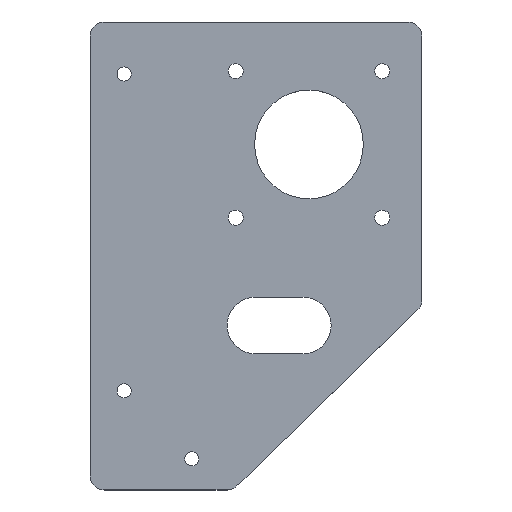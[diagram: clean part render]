
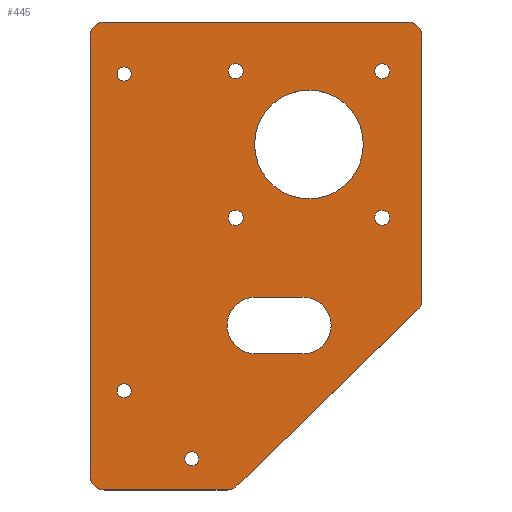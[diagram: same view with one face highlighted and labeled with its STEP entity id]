
A CAD part, top view. The second image highlights one B-rep face of the part: STEP entity #445.
In plain terms, the highlighted planar face has unit normal (0, 0, 1).
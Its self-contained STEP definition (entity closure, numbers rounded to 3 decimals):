
#15=FACE_BOUND('',#77,.T.);
#16=FACE_BOUND('',#78,.T.);
#17=FACE_BOUND('',#79,.T.);
#18=FACE_BOUND('',#80,.T.);
#19=FACE_BOUND('',#81,.T.);
#20=FACE_BOUND('',#82,.T.);
#21=FACE_BOUND('',#83,.T.);
#22=FACE_BOUND('',#84,.T.);
#23=FACE_BOUND('',#85,.T.);
#42=PLANE('',#473);
#52=FACE_OUTER_BOUND('',#76,.T.);
#76=EDGE_LOOP('',(#320,#321,#322,#323,#324,#325,#326,#327,#328,#329));
#77=EDGE_LOOP('',(#330));
#78=EDGE_LOOP('',(#331));
#79=EDGE_LOOP('',(#332));
#80=EDGE_LOOP('',(#333));
#81=EDGE_LOOP('',(#334));
#82=EDGE_LOOP('',(#335));
#83=EDGE_LOOP('',(#336));
#84=EDGE_LOOP('',(#337,#338,#339,#340));
#85=EDGE_LOOP('',(#341));
#126=LINE('',#673,#154);
#129=LINE('',#679,#157);
#130=LINE('',#683,#158);
#131=LINE('',#687,#159);
#132=LINE('',#691,#160);
#133=LINE('',#711,#161);
#134=LINE('',#714,#162);
#154=VECTOR('',#535,10.);
#157=VECTOR('',#540,10.);
#158=VECTOR('',#543,10.);
#159=VECTOR('',#546,10.);
#160=VECTOR('',#549,10.);
#161=VECTOR('',#568,10.);
#162=VECTOR('',#571,10.);
#180=CIRCLE('',#470,3.);
#182=CIRCLE('',#474,3.);
#183=CIRCLE('',#475,3.);
#184=CIRCLE('',#476,3.);
#185=CIRCLE('',#477,3.);
#186=CIRCLE('',#478,1.5);
#187=CIRCLE('',#479,1.5);
#188=CIRCLE('',#480,1.5);
#189=CIRCLE('',#481,1.6);
#190=CIRCLE('',#482,1.6);
#191=CIRCLE('',#483,1.6);
#192=CIRCLE('',#484,1.6);
#193=CIRCLE('',#485,6.);
#194=CIRCLE('',#486,6.);
#195=CIRCLE('',#487,11.5);
#210=VERTEX_POINT('',#663);
#211=VERTEX_POINT('',#664);
#214=VERTEX_POINT('',#672);
#216=VERTEX_POINT('',#678);
#217=VERTEX_POINT('',#680);
#218=VERTEX_POINT('',#682);
#219=VERTEX_POINT('',#684);
#220=VERTEX_POINT('',#686);
#221=VERTEX_POINT('',#688);
#222=VERTEX_POINT('',#690);
#223=VERTEX_POINT('',#693);
#224=VERTEX_POINT('',#695);
#225=VERTEX_POINT('',#697);
#226=VERTEX_POINT('',#699);
#227=VERTEX_POINT('',#701);
#228=VERTEX_POINT('',#703);
#229=VERTEX_POINT('',#705);
#230=VERTEX_POINT('',#707);
#231=VERTEX_POINT('',#708);
#232=VERTEX_POINT('',#710);
#233=VERTEX_POINT('',#712);
#234=VERTEX_POINT('',#715);
#254=EDGE_CURVE('',#210,#211,#180,.T.);
#258=EDGE_CURVE('',#214,#211,#126,.T.);
#261=EDGE_CURVE('',#210,#216,#129,.T.);
#262=EDGE_CURVE('',#217,#216,#182,.T.);
#263=EDGE_CURVE('',#217,#218,#130,.T.);
#264=EDGE_CURVE('',#219,#218,#183,.T.);
#265=EDGE_CURVE('',#219,#220,#131,.T.);
#266=EDGE_CURVE('',#221,#220,#184,.T.);
#267=EDGE_CURVE('',#221,#222,#132,.T.);
#268=EDGE_CURVE('',#214,#222,#185,.T.);
#269=EDGE_CURVE('',#223,#223,#186,.T.);
#270=EDGE_CURVE('',#224,#224,#187,.T.);
#271=EDGE_CURVE('',#225,#225,#188,.T.);
#272=EDGE_CURVE('',#226,#226,#189,.T.);
#273=EDGE_CURVE('',#227,#227,#190,.T.);
#274=EDGE_CURVE('',#228,#228,#191,.T.);
#275=EDGE_CURVE('',#229,#229,#192,.T.);
#276=EDGE_CURVE('',#230,#231,#193,.T.);
#277=EDGE_CURVE('',#231,#232,#133,.T.);
#278=EDGE_CURVE('',#232,#233,#194,.T.);
#279=EDGE_CURVE('',#233,#230,#134,.T.);
#280=EDGE_CURVE('',#234,#234,#195,.T.);
#320=ORIENTED_EDGE('',*,*,#254,.F.);
#321=ORIENTED_EDGE('',*,*,#261,.T.);
#322=ORIENTED_EDGE('',*,*,#262,.F.);
#323=ORIENTED_EDGE('',*,*,#263,.T.);
#324=ORIENTED_EDGE('',*,*,#264,.F.);
#325=ORIENTED_EDGE('',*,*,#265,.T.);
#326=ORIENTED_EDGE('',*,*,#266,.F.);
#327=ORIENTED_EDGE('',*,*,#267,.T.);
#328=ORIENTED_EDGE('',*,*,#268,.F.);
#329=ORIENTED_EDGE('',*,*,#258,.T.);
#330=ORIENTED_EDGE('',*,*,#269,.T.);
#331=ORIENTED_EDGE('',*,*,#270,.T.);
#332=ORIENTED_EDGE('',*,*,#271,.T.);
#333=ORIENTED_EDGE('',*,*,#272,.T.);
#334=ORIENTED_EDGE('',*,*,#273,.T.);
#335=ORIENTED_EDGE('',*,*,#274,.T.);
#336=ORIENTED_EDGE('',*,*,#275,.T.);
#337=ORIENTED_EDGE('',*,*,#276,.T.);
#338=ORIENTED_EDGE('',*,*,#277,.T.);
#339=ORIENTED_EDGE('',*,*,#278,.T.);
#340=ORIENTED_EDGE('',*,*,#279,.T.);
#341=ORIENTED_EDGE('',*,*,#280,.T.);
#445=ADVANCED_FACE('',(#52,#15,#16,#17,#18,#19,#20,#21,#22,#23),#42,.T.);
#470=AXIS2_PLACEMENT_3D('',#665,#527,#528);
#473=AXIS2_PLACEMENT_3D('',#677,#538,#539);
#474=AXIS2_PLACEMENT_3D('',#681,#541,#542);
#475=AXIS2_PLACEMENT_3D('',#685,#544,#545);
#476=AXIS2_PLACEMENT_3D('',#689,#547,#548);
#477=AXIS2_PLACEMENT_3D('',#692,#550,#551);
#478=AXIS2_PLACEMENT_3D('',#694,#552,#553);
#479=AXIS2_PLACEMENT_3D('',#696,#554,#555);
#480=AXIS2_PLACEMENT_3D('',#698,#556,#557);
#481=AXIS2_PLACEMENT_3D('',#700,#558,#559);
#482=AXIS2_PLACEMENT_3D('',#702,#560,#561);
#483=AXIS2_PLACEMENT_3D('',#704,#562,#563);
#484=AXIS2_PLACEMENT_3D('',#706,#564,#565);
#485=AXIS2_PLACEMENT_3D('',#709,#566,#567);
#486=AXIS2_PLACEMENT_3D('',#713,#569,#570);
#487=AXIS2_PLACEMENT_3D('',#716,#572,#573);
#527=DIRECTION('center_axis',(0.,0.,-1.));
#528=DIRECTION('ref_axis',(-0.707,-0.707,0.));
#535=DIRECTION('',(0.,-1.,0.));
#538=DIRECTION('center_axis',(0.,0.,1.));
#539=DIRECTION('ref_axis',(1.,0.,0.));
#540=DIRECTION('',(1.,0.,0.));
#541=DIRECTION('center_axis',(0.,0.,-1.));
#542=DIRECTION('ref_axis',(0.377,-0.926,0.));
#543=DIRECTION('',(0.716,0.698,0.));
#544=DIRECTION('center_axis',(0.,0.,-1.));
#545=DIRECTION('ref_axis',(0.921,-0.389,0.));
#546=DIRECTION('',(0.,1.,0.));
#547=DIRECTION('center_axis',(0.,0.,-1.));
#548=DIRECTION('ref_axis',(0.707,0.707,0.));
#549=DIRECTION('',(-1.,0.,0.));
#550=DIRECTION('center_axis',(0.,0.,-1.));
#551=DIRECTION('ref_axis',(-0.707,0.707,0.));
#552=DIRECTION('center_axis',(0.,0.,-1.));
#553=DIRECTION('ref_axis',(-1.,0.,0.));
#554=DIRECTION('center_axis',(0.,0.,-1.));
#555=DIRECTION('ref_axis',(-1.,0.,0.));
#556=DIRECTION('center_axis',(0.,0.,-1.));
#557=DIRECTION('ref_axis',(-1.,0.,0.));
#558=DIRECTION('center_axis',(0.,0.,-1.));
#559=DIRECTION('ref_axis',(-1.,0.,0.));
#560=DIRECTION('center_axis',(0.,0.,-1.));
#561=DIRECTION('ref_axis',(-1.,0.,0.));
#562=DIRECTION('center_axis',(0.,0.,-1.));
#563=DIRECTION('ref_axis',(-1.,0.,0.));
#564=DIRECTION('center_axis',(0.,0.,-1.));
#565=DIRECTION('ref_axis',(-1.,0.,0.));
#566=DIRECTION('center_axis',(0.,0.,-1.));
#567=DIRECTION('ref_axis',(0.,1.,0.));
#568=DIRECTION('',(-1.,0.,0.));
#569=DIRECTION('center_axis',(0.,0.,-1.));
#570=DIRECTION('ref_axis',(0.,-1.,0.));
#571=DIRECTION('',(1.,0.,0.));
#572=DIRECTION('center_axis',(0.,0.,-1.));
#573=DIRECTION('ref_axis',(-1.,0.,0.));
#663=CARTESIAN_POINT('',(-43.3,-73.1,1.65));
#664=CARTESIAN_POINT('',(-46.3,-70.1,1.65));
#665=CARTESIAN_POINT('Origin',(-43.3,-70.1,1.65));
#672=CARTESIAN_POINT('',(-46.3,22.9,1.65));
#673=CARTESIAN_POINT('',(-46.3,-73.1,1.65));
#677=CARTESIAN_POINT('Origin',(-14.782,-18.925,1.65));
#678=CARTESIAN_POINT('',(-17.32,-73.1,1.65));
#679=CARTESIAN_POINT('',(-16.1,-73.1,1.65));
#680=CARTESIAN_POINT('',(-15.226,-72.248,1.65));
#681=CARTESIAN_POINT('Origin',(-17.32,-70.1,1.65));
#682=CARTESIAN_POINT('',(22.994,-34.983,1.65));
#683=CARTESIAN_POINT('',(23.9,-34.1,1.65));
#684=CARTESIAN_POINT('',(23.9,-32.835,1.65));
#685=CARTESIAN_POINT('Origin',(20.9,-32.835,1.65));
#686=CARTESIAN_POINT('',(23.9,22.9,1.65));
#687=CARTESIAN_POINT('',(23.9,25.9,1.65));
#688=CARTESIAN_POINT('',(20.9,25.9,1.65));
#689=CARTESIAN_POINT('Origin',(20.9,22.9,1.65));
#690=CARTESIAN_POINT('',(-43.3,25.9,1.65));
#691=CARTESIAN_POINT('',(-46.3,25.9,1.65));
#692=CARTESIAN_POINT('Origin',(-43.3,22.9,1.65));
#693=CARTESIAN_POINT('',(-37.6,14.9,1.65));
#694=CARTESIAN_POINT('Origin',(-39.1,14.9,1.65));
#695=CARTESIAN_POINT('',(-37.6,-52.1,1.65));
#696=CARTESIAN_POINT('Origin',(-39.1,-52.1,1.65));
#697=CARTESIAN_POINT('',(-23.3,-66.5,1.65));
#698=CARTESIAN_POINT('Origin',(-24.8,-66.5,1.65));
#699=CARTESIAN_POINT('',(-13.9,15.5,1.65));
#700=CARTESIAN_POINT('Origin',(-15.5,15.5,1.65));
#701=CARTESIAN_POINT('',(17.1,15.5,1.65));
#702=CARTESIAN_POINT('Origin',(15.5,15.5,1.65));
#703=CARTESIAN_POINT('',(17.1,-15.5,1.65));
#704=CARTESIAN_POINT('Origin',(15.5,-15.5,1.65));
#705=CARTESIAN_POINT('',(-13.9,-15.5,1.65));
#706=CARTESIAN_POINT('Origin',(-15.5,-15.5,1.65));
#707=CARTESIAN_POINT('',(-1.3,-32.3,1.65));
#708=CARTESIAN_POINT('',(-1.3,-44.3,1.65));
#709=CARTESIAN_POINT('Origin',(-1.3,-38.3,1.65));
#710=CARTESIAN_POINT('',(-11.3,-44.3,1.65));
#711=CARTESIAN_POINT('',(-13.041,-44.3,1.65));
#712=CARTESIAN_POINT('',(-11.3,-32.3,1.65));
#713=CARTESIAN_POINT('Origin',(-11.3,-38.3,1.65));
#714=CARTESIAN_POINT('',(-8.041,-32.3,1.65));
#715=CARTESIAN_POINT('',(11.5,0.,1.65));
#716=CARTESIAN_POINT('Origin',(0.,0.,1.65));
